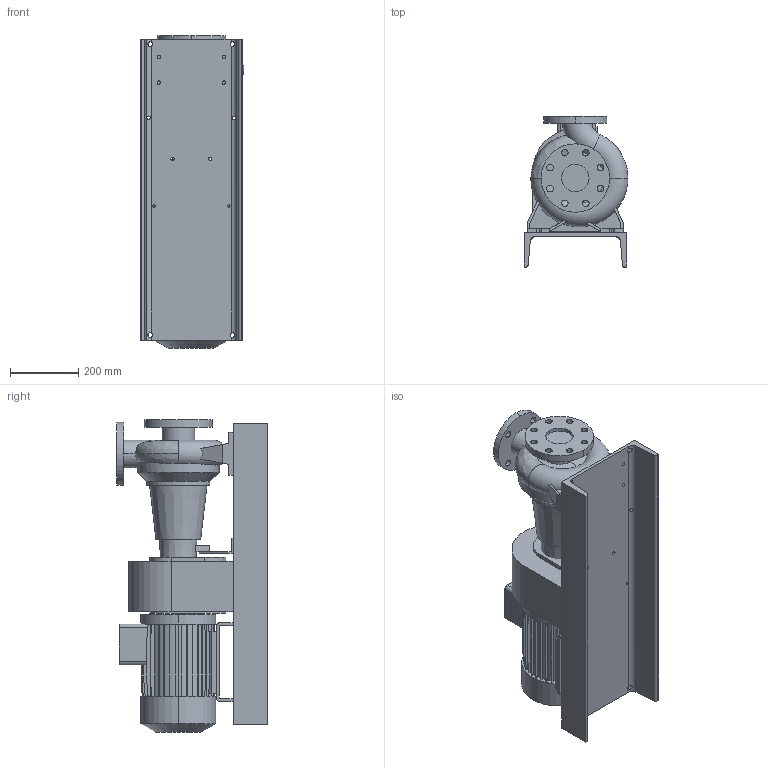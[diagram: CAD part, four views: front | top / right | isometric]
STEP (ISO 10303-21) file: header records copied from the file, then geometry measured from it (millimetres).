
FILE_DESCRIPTION (( 'STEP AP203' ), '1' );
FILE_NAME ('10018071swa00.step', '2023-07-07T12:24:32', ( '' ), ( '' ), 'SwSTEP 2.0', 'SolidWorks 2020', '' );
FILE_SCHEMA (( 'CONFIG_CONTROL_DESIGN' ));
Length unit declared in the file: millimetre
Products named in the file (5): 10018072swp00_112M; 10018071swa00; 10018097swp00_MCG 15 N 65-125 112; 10012573swp00_140; 10017783swp00_65-125
Assembly tree (4 placements, depth 2):
  10018071swa00
    10017783swp00_65-125
    10018097swp00_MCG 15 N 65-125 112
    10018072swp00_112M
    10012573swp00_140
Bounding box: 303.9 x 440 x 914 mm (x, y, z)
Volume: 40410951.2 mm3; surface area: 2380838.6 mm2
Topology: 5 solids, 5 shells, 553 faces, 1579 edges, 1049 vertices
Faces by surface type: plane 371, cylinder 165, cone 10, torus 5, bspline 2
Entity records: 20526 total; most frequent: CARTESIAN_POINT 5213, ORIENTED_EDGE 3158, DIRECTION 2980, EDGE_CURVE 1579, LINE 1160, VECTOR 1160, VERTEX_POINT 1049, AXIS2_PLACEMENT_3D 910
